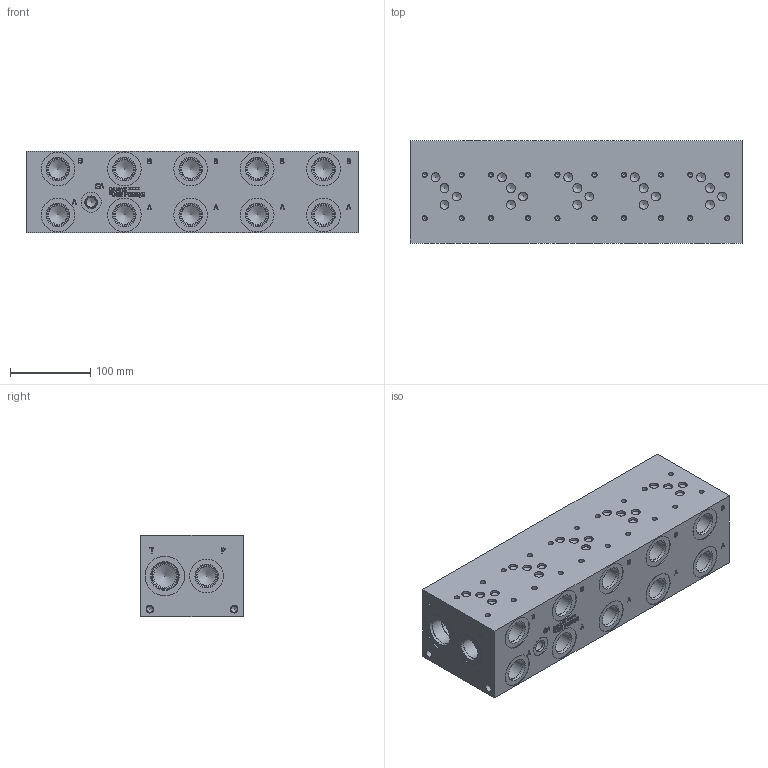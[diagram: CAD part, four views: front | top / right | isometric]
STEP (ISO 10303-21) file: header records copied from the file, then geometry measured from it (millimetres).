
FILE_DESCRIPTION(/* description */ (''),/* implementation_level */ '2;1');
FILE_NAME(/* name */ '_D05HP053S_S.stp',/* time_stamp */ '2020-04-16T08:47:45-04:00',/* author */ ('alexanderw'),/* organization */ (''),/* preprocessor_version */ 'ST-DEVELOPER v17',/* originating_system */ 'Autodesk Inventor 2019',/* authorisation */ '');
FILE_SCHEMA (('AUTOMOTIVE_DESIGN { 1 0 10303 214 3 1 1 }'));
Length unit declared in the file: millimetre
Products named in the file (1): Part_AD05HP053S~S_3D
Bounding box: 412.75 x 127 x 101.6 mm (x, y, z)
Volume: 4988291.2 mm3; surface area: 272836 mm2
Topology: 1 solids, 1 shells, 967 faces, 2641 edges, 1796 vertices
Faces by surface type: plane 482, bspline 225, cylinder 151, cone 109
Full cylindrical faces by diameter (mm): 5.105 x20, 6.35 x20, 7.925 x4, 9.525 x4, 11.113 x2, 11.125 x18, 12.294 x1, 12.9 x1, 14.275 x1, 14.529 x1, 17.475 x1, 22.225 x1, 23.012 x12, 23.698 x1, 24.917 x12, 25.019 x1, 25.4 x1, 26.187 x1, 26.99 x2, 27 x10, 27.381 x1, 27.432 x12, 28.575 x2, 31.267 x2, 33.325 x1, 33.34 x1, 33.35 x1, 33.757 x2, 35.509 x1, 42.037 x12
Entity records: 32337 total; most frequent: CARTESIAN_POINT 8270, ORIENTED_EDGE 5162, DIRECTION 4183, EDGE_CURVE 2581, VERTEX_POINT 1796, LINE 1565, VECTOR 1565, AXIS2_PLACEMENT_3D 1309
